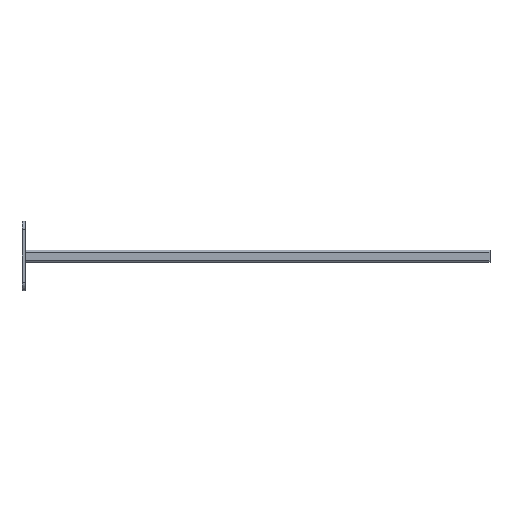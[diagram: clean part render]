
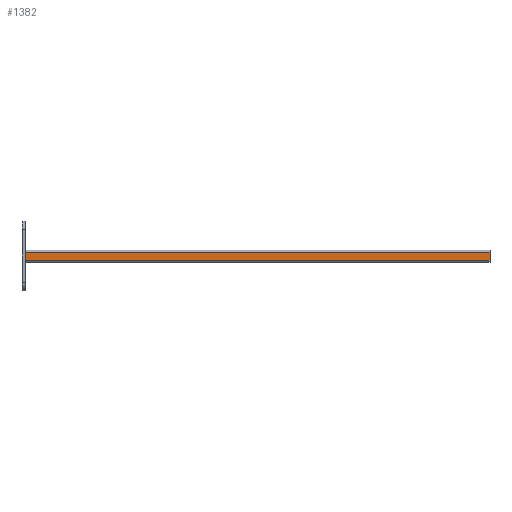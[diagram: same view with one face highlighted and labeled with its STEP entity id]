
A CAD part, left-side view. The second image highlights one B-rep face of the part: STEP entity #1382.
In plain terms, the highlighted planar face has unit normal (-1, 0, 0).
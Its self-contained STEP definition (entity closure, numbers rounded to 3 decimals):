
#317 = DIRECTION ( 'NONE',  ( 0., 1., 0. ) ) ;
#323 = CARTESIAN_POINT ( 'NONE',  ( -20.5, -1500., -17.5 ) ) ;
#340 = CARTESIAN_POINT ( 'NONE',  ( -20.5, -1500., -3.5 ) ) ;
#346 = CARTESIAN_POINT ( 'NONE',  ( -20.5, 400., -3.5 ) ) ;
#355 = DIRECTION ( 'NONE',  ( 0., 0., 1. ) ) ;
#377 = CARTESIAN_POINT ( 'NONE',  ( -20.5, 400., -17.5 ) ) ;
#387 = CARTESIAN_POINT ( 'NONE',  ( -20.5, -400., -21. ) ) ;
#394 = DIRECTION ( 'NONE',  ( 0., 0., -1. ) ) ;
#429 = CARTESIAN_POINT ( 'NONE',  ( -20.5, -400., -17.5 ) ) ;
#448 = DIRECTION ( 'NONE',  ( 0., 1., 0. ) ) ;
#461 = CARTESIAN_POINT ( 'NONE',  ( -20.5, 400., -21. ) ) ;
#790 = ORIENTED_EDGE ( 'NONE', *, *, #2107, .F. ) ;
#869 = ORIENTED_EDGE ( 'NONE', *, *, #2124, .T. ) ;
#870 = ORIENTED_EDGE ( 'NONE', *, *, #2111, .F. ) ;
#949 = ORIENTED_EDGE ( 'NONE', *, *, #2117, .F. ) ;
#1042 = FACE_OUTER_BOUND ( 'NONE', #4150, .T. ) ;
#1250 = VERTEX_POINT ( 'NONE', #3031 ) ;
#1382 = ADVANCED_FACE ( 'NONE', ( #1042 ), #3112, .T. ) ;
#2010 = AXIS2_PLACEMENT_3D ( 'NONE', #3119, #3325, #3324 ) ;
#2107 = EDGE_CURVE ( 'NONE', #4236, #4263, #3066, .T. ) ;
#2111 = EDGE_CURVE ( 'NONE', #1250, #4236, #3041, .T. ) ;
#2117 = EDGE_CURVE ( 'NONE', #4263, #4283, #3051, .T. ) ;
#2124 = EDGE_CURVE ( 'NONE', #1250, #4283, #3635, .T. ) ;
#3031 = CARTESIAN_POINT ( 'NONE',  ( -20.5, -400., -3.5 ) ) ;
#3039 = VECTOR ( 'NONE', #394, 1000. ) ;
#3041 = LINE ( 'NONE', #387, #3039 ) ;
#3045 = VECTOR ( 'NONE', #448, 1000. ) ;
#3048 = VECTOR ( 'NONE', #355, 1000. ) ;
#3051 = LINE ( 'NONE', #461, #3048 ) ;
#3066 = LINE ( 'NONE', #323, #3045 ) ;
#3112 = PLANE ( 'NONE',  #2010 ) ;
#3119 = CARTESIAN_POINT ( 'NONE',  ( -20.5, -1500., -17.5 ) ) ;
#3324 = DIRECTION ( 'NONE',  ( 0., 0., 1. ) ) ;
#3325 = DIRECTION ( 'NONE',  ( -1., 0., 0. ) ) ;
#3634 = VECTOR ( 'NONE', #317, 1000. ) ;
#3635 = LINE ( 'NONE', #340, #3634 ) ;
#4150 = EDGE_LOOP ( 'NONE', ( #869, #949, #790, #870 ) ) ;
#4236 = VERTEX_POINT ( 'NONE', #429 ) ;
#4263 = VERTEX_POINT ( 'NONE', #377 ) ;
#4283 = VERTEX_POINT ( 'NONE', #346 ) ;
